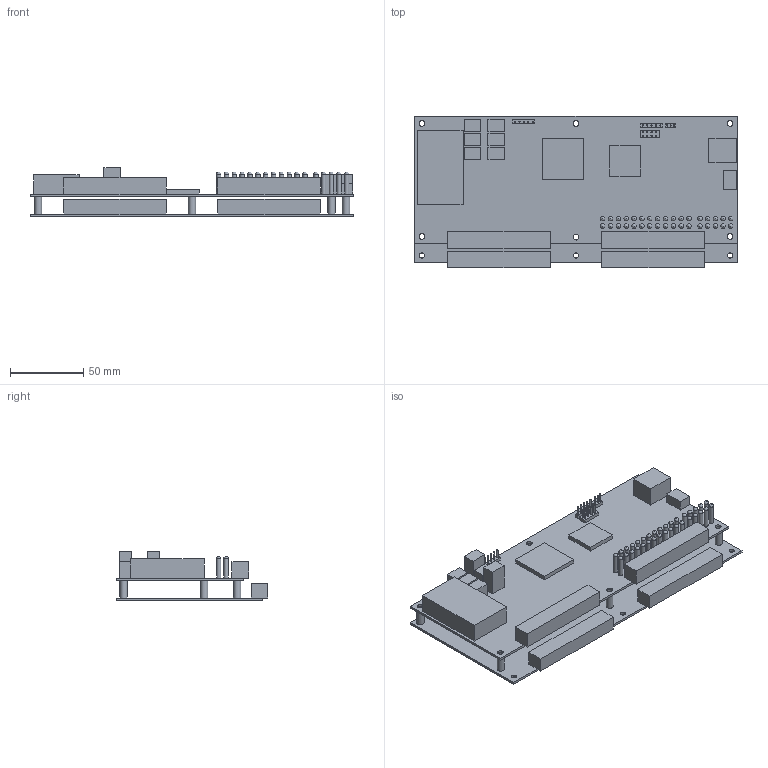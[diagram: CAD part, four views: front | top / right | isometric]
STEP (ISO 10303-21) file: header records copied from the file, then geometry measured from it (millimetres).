
FILE_DESCRIPTION(/* description */ ('PCB MVPE'),/* implementation_level */ '2;1');
FILE_NAME(/* name */ 'AJ7545.stp',/* time_stamp */ '2020-04-24T20:25:02+01:00',/* author */ ('michael.z'),/* organization */ (''),/* preprocessor_version */ 'ST-DEVELOPER v17',/* originating_system */ 'Autodesk Inventor 2018',/* authorisation */ '');
FILE_SCHEMA (('AUTOMOTIVE_DESIGN { 1 0 10303 214 3 1 1 }'));
Length unit declared in the file: millimetre
Products named in the file (1): AJ7545
Bounding box: 220 x 103.5 x 33.2 mm (x, y, z)
Volume: 139032.1 mm3; surface area: 108215.3 mm2
Topology: 1 solids, 1 shells, 246 faces, 621 edges, 413 vertices
Faces by surface type: plane 140, cylinder 72, sphere 34
Full cylindrical faces by diameter (mm): 0.8 x21, 3 x34, 3.5 x3, 4 x6, 5 x8
Entity records: 7632 total; most frequent: DIRECTION 1302, CARTESIAN_POINT 1247, ORIENTED_EDGE 1174, EDGE_CURVE 587, AXIS2_PLACEMENT_3D 468, VERTEX_POINT 413, LINE 366, VECTOR 366
